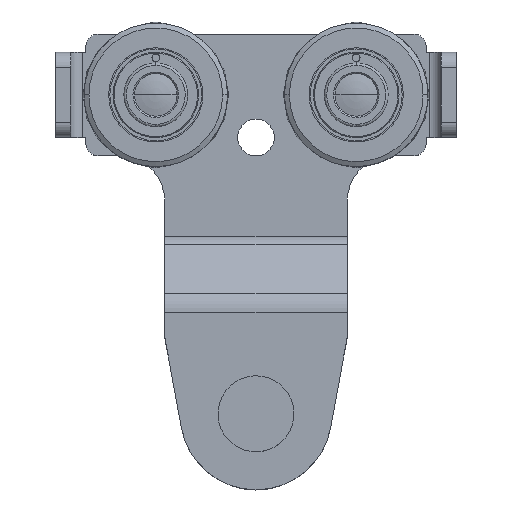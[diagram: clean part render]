
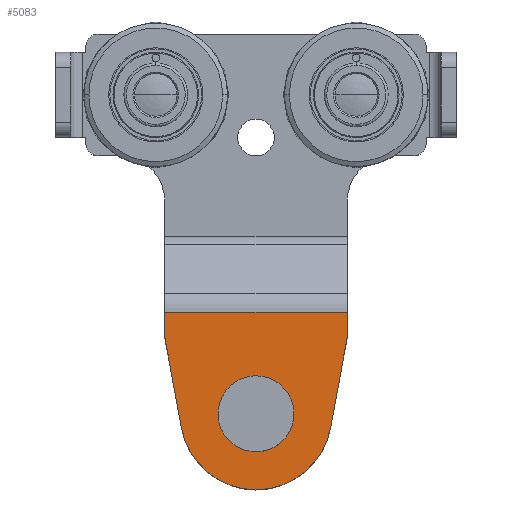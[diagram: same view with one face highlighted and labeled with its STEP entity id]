
A CAD part, top view. The second image highlights one B-rep face of the part: STEP entity #5083.
In plain terms, the highlighted planar face has unit normal (0, 0, 1).
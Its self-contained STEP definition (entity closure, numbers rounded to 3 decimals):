
#178 = ORIENTED_EDGE ( 'NONE', *, *, #3990, .T. ) ;
#190 = CARTESIAN_POINT ( 'NONE',  ( -18.998, -8.028, 49.819 ) ) ;
#318 = CARTESIAN_POINT ( 'NONE',  ( -78.998, 0.437, 49.819 ) ) ;
#352 = AXIS2_PLACEMENT_3D ( 'NONE', #6256, #1426, #7055 ) ;
#381 = CIRCLE ( 'NONE', #1508, 25. ) ;
#471 = PLANE ( 'NONE',  #1133 ) ;
#535 = VERTEX_POINT ( 'NONE', #190 ) ;
#660 = ORIENTED_EDGE ( 'NONE', *, *, #5629, .F. ) ;
#772 = CARTESIAN_POINT ( 'NONE',  ( -24.408, -37.536, 49.819 ) ) ;
#1072 = DIRECTION ( 'NONE',  ( 0., 1., 0. ) ) ;
#1133 = AXIS2_PLACEMENT_3D ( 'NONE', #6916, #2100, #7717 ) ;
#1166 = LINE ( 'NONE', #6743, #7326 ) ;
#1194 = CARTESIAN_POINT ( 'NONE',  ( -18.998, -58.028, 49.819 ) ) ;
#1349 = CARTESIAN_POINT ( 'NONE',  ( -48.998, -33.028, 49.819 ) ) ;
#1366 = LINE ( 'NONE', #5911, #9422 ) ;
#1426 = DIRECTION ( 'NONE',  ( 0., 0., 1. ) ) ;
#1508 = AXIS2_PLACEMENT_3D ( 'NONE', #2112, #7733, #2919 ) ;
#2100 = DIRECTION ( 'NONE',  ( 0., 0., 1. ) ) ;
#2112 = CARTESIAN_POINT ( 'NONE',  ( -48.998, -33.028, 49.819 ) ) ;
#2160 = DIRECTION ( 'NONE',  ( 1., 0., 0. ) ) ;
#2368 = VECTOR ( 'NONE', #2406, 1000. ) ;
#2406 = DIRECTION ( 'NONE',  ( 0.18, 0.984, 0. ) ) ;
#2809 = EDGE_CURVE ( 'NONE', #3200, #4497, #6769, .T. ) ;
#2819 = DIRECTION ( 'NONE',  ( 0., -1., 0. ) ) ;
#2825 = ORIENTED_EDGE ( 'NONE', *, *, #7369, .T. ) ;
#2919 = DIRECTION ( 'NONE',  ( 1., 0., 0. ) ) ;
#3194 = CARTESIAN_POINT ( 'NONE',  ( -78.998, -8.028, 49.819 ) ) ;
#3200 = VERTEX_POINT ( 'NONE', #7509 ) ;
#3322 = AXIS2_PLACEMENT_3D ( 'NONE', #1349, #6986, #2160 ) ;
#3556 = LINE ( 'NONE', #1194, #9957 ) ;
#3565 = CIRCLE ( 'NONE', #3322, 10.25 ) ;
#3670 = LINE ( 'NONE', #7827, #7407 ) ;
#3836 = FACE_OUTER_BOUND ( 'NONE', #10337, .T. ) ;
#3887 = VERTEX_POINT ( 'NONE', #6673 ) ;
#3990 = EDGE_CURVE ( 'NONE', #6940, #8754, #1166, .T. ) ;
#4282 = LINE ( 'NONE', #8024, #2368 ) ;
#4497 = VERTEX_POINT ( 'NONE', #5758 ) ;
#5083 = ADVANCED_FACE ( 'NONE', ( #10216, #3836 ), #471, .T. ) ;
#5124 = EDGE_CURVE ( 'NONE', #4497, #3200, #3565, .T. ) ;
#5629 = EDGE_CURVE ( 'NONE', #3887, #535, #3556, .T. ) ;
#5710 = EDGE_CURVE ( 'NONE', #8754, #9546, #381, .T. ) ;
#5758 = CARTESIAN_POINT ( 'NONE',  ( -59.248, -33.028, 49.819 ) ) ;
#5911 = CARTESIAN_POINT ( 'NONE',  ( -78.998, -58.028, 49.819 ) ) ;
#6199 = VERTEX_POINT ( 'NONE', #318 ) ;
#6256 = CARTESIAN_POINT ( 'NONE',  ( -48.998, -33.028, 49.819 ) ) ;
#6673 = CARTESIAN_POINT ( 'NONE',  ( -18.998, 0.437, 49.819 ) ) ;
#6743 = CARTESIAN_POINT ( 'NONE',  ( -62.725, -96.791, 49.819 ) ) ;
#6769 = CIRCLE ( 'NONE', #352, 10.25 ) ;
#6916 = CARTESIAN_POINT ( 'NONE',  ( 66.088, -58.028, 49.819 ) ) ;
#6940 = VERTEX_POINT ( 'NONE', #3194 ) ;
#6986 = DIRECTION ( 'NONE',  ( 0., 0., 1. ) ) ;
#7004 = EDGE_LOOP ( 'NONE', ( #8104, #7620 ) ) ;
#7055 = DIRECTION ( 'NONE',  ( 1., 0., 0. ) ) ;
#7326 = VECTOR ( 'NONE', #7572, 1000. ) ;
#7369 = EDGE_CURVE ( 'NONE', #3887, #6199, #3670, .T. ) ;
#7399 = CARTESIAN_POINT ( 'NONE',  ( -73.588, -37.536, 49.819 ) ) ;
#7407 = VECTOR ( 'NONE', #10262, 1000. ) ;
#7509 = CARTESIAN_POINT ( 'NONE',  ( -38.748, -33.028, 49.819 ) ) ;
#7537 = ORIENTED_EDGE ( 'NONE', *, *, #7599, .F. ) ;
#7572 = DIRECTION ( 'NONE',  ( 0.18, -0.984, 0. ) ) ;
#7599 = EDGE_CURVE ( 'NONE', #6940, #6199, #1366, .T. ) ;
#7620 = ORIENTED_EDGE ( 'NONE', *, *, #5124, .F. ) ;
#7717 = DIRECTION ( 'NONE',  ( 1., 0., 0. ) ) ;
#7733 = DIRECTION ( 'NONE',  ( 0., 0., 1. ) ) ;
#7827 = CARTESIAN_POINT ( 'NONE',  ( 66.088, 0.437, 49.819 ) ) ;
#7990 = EDGE_CURVE ( 'NONE', #9546, #535, #4282, .T. ) ;
#8024 = CARTESIAN_POINT ( 'NONE',  ( -35.271, -96.791, 49.819 ) ) ;
#8104 = ORIENTED_EDGE ( 'NONE', *, *, #2809, .F. ) ;
#8268 = ORIENTED_EDGE ( 'NONE', *, *, #5710, .T. ) ;
#8754 = VERTEX_POINT ( 'NONE', #7399 ) ;
#9422 = VECTOR ( 'NONE', #1072, 1000. ) ;
#9546 = VERTEX_POINT ( 'NONE', #772 ) ;
#9747 = ORIENTED_EDGE ( 'NONE', *, *, #7990, .T. ) ;
#9957 = VECTOR ( 'NONE', #2819, 1000. ) ;
#10216 = FACE_BOUND ( 'NONE', #7004, .T. ) ;
#10262 = DIRECTION ( 'NONE',  ( -1., 0., 0. ) ) ;
#10337 = EDGE_LOOP ( 'NONE', ( #660, #2825, #7537, #178, #8268, #9747 ) ) ;
